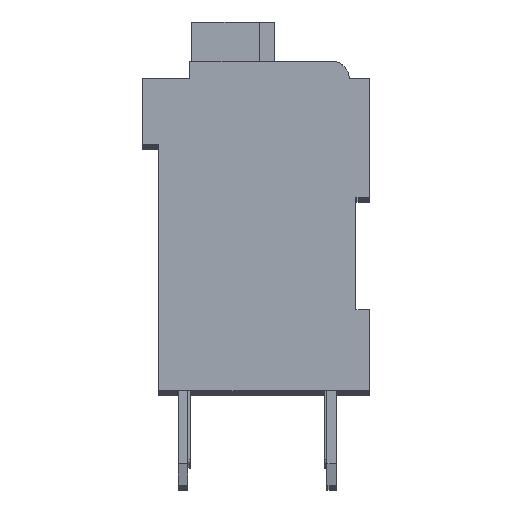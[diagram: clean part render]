
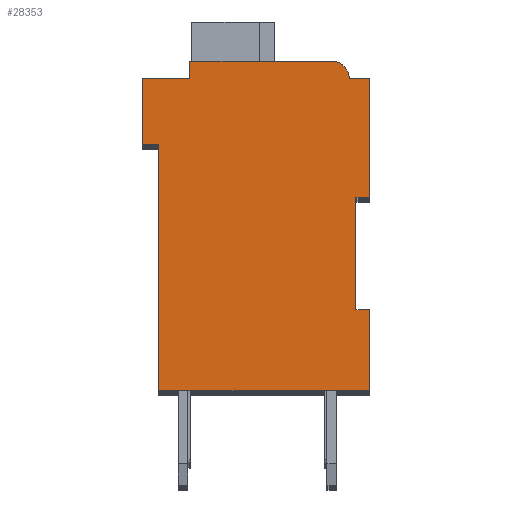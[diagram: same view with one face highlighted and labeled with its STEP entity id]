
A CAD part, top view. The second image highlights one B-rep face of the part: STEP entity #28353.
In plain terms, the highlighted planar face has unit normal (0, 0, 1).
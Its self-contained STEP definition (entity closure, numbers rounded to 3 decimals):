
#6802=DIRECTION('',(1.,0.,0.));
#6803=VECTOR('',#6802,0.5);
#6804=CARTESIAN_POINT('',(7.3,7.15,2.1));
#6805=LINE('',#6804,#6803);
#6806=DIRECTION('',(0.,1.,0.));
#6807=VECTOR('',#6806,4.15);
#6808=CARTESIAN_POINT('',(7.3,3.,2.1));
#6809=LINE('',#6808,#6807);
#6810=DIRECTION('',(-1.,0.,0.));
#6811=VECTOR('',#6810,0.5);
#6812=CARTESIAN_POINT('',(7.8,3.,2.1));
#6813=LINE('',#6812,#6811);
#6814=DIRECTION('',(0.,1.,0.));
#6815=VECTOR('',#6814,3.);
#6816=CARTESIAN_POINT('',(7.8,0.,2.1));
#6817=LINE('',#6816,#6815);
#6818=DIRECTION('',(1.,0.,0.));
#6819=VECTOR('',#6818,7.8);
#6820=CARTESIAN_POINT('',(0.,0.,2.1));
#6821=LINE('',#6820,#6819);
#6822=DIRECTION('',(0.,-1.,0.));
#6823=VECTOR('',#6822,9.1);
#6824=CARTESIAN_POINT('',(0.,9.1,2.1));
#6825=LINE('',#6824,#6823);
#6826=DIRECTION('',(1.,0.,0.));
#6827=VECTOR('',#6826,0.6);
#6828=CARTESIAN_POINT('',(-0.6,9.1,2.1));
#6829=LINE('',#6828,#6827);
#6830=DIRECTION('',(0.,-1.,0.));
#6831=VECTOR('',#6830,2.45);
#6832=CARTESIAN_POINT('',(-0.6,11.55,2.1));
#6833=LINE('',#6832,#6831);
#6834=DIRECTION('',(-1.,0.,0.));
#6835=VECTOR('',#6834,1.75);
#6836=CARTESIAN_POINT('',(1.15,11.55,2.1));
#6837=LINE('',#6836,#6835);
#6838=DIRECTION('',(0.,-1.,0.));
#6839=VECTOR('',#6838,0.65);
#6840=CARTESIAN_POINT('',(1.15,12.2,2.1));
#6841=LINE('',#6840,#6839);
#6842=DIRECTION('',(-1.,0.,0.));
#6843=VECTOR('',#6842,5.25);
#6844=CARTESIAN_POINT('',(6.4,12.2,2.1));
#6845=LINE('',#6844,#6843);
#6846=CARTESIAN_POINT('',(6.4,11.55,2.1));
#6847=DIRECTION('',(0.,0.,1.));
#6848=DIRECTION('',(1.,0.,0.));
#6849=AXIS2_PLACEMENT_3D('',#6846,#6847,#6848);
#6851=DIRECTION('',(-1.,0.,0.));
#6852=VECTOR('',#6851,0.75);
#6853=CARTESIAN_POINT('',(7.8,11.55,2.1));
#6854=LINE('',#6853,#6852);
#6855=DIRECTION('',(0.,1.,0.));
#6856=VECTOR('',#6855,4.4);
#6857=CARTESIAN_POINT('',(7.8,7.15,2.1));
#6858=LINE('',#6857,#6856);
#16673=CARTESIAN_POINT('',(7.3,7.15,2.1));
#16674=CARTESIAN_POINT('',(7.8,7.15,2.1));
#16675=VERTEX_POINT('',#16673);
#16676=VERTEX_POINT('',#16674);
#16677=CARTESIAN_POINT('',(7.8,11.55,2.1));
#16678=VERTEX_POINT('',#16677);
#16679=CARTESIAN_POINT('',(7.05,11.55,2.1));
#16680=VERTEX_POINT('',#16679);
#16681=CARTESIAN_POINT('',(6.4,12.2,2.1));
#16682=VERTEX_POINT('',#16681);
#16683=CARTESIAN_POINT('',(1.15,12.2,2.1));
#16684=VERTEX_POINT('',#16683);
#16685=CARTESIAN_POINT('',(1.15,11.55,2.1));
#16686=VERTEX_POINT('',#16685);
#16687=CARTESIAN_POINT('',(-0.6,11.55,2.1));
#16688=VERTEX_POINT('',#16687);
#16689=CARTESIAN_POINT('',(-0.6,9.1,2.1));
#16690=VERTEX_POINT('',#16689);
#16691=CARTESIAN_POINT('',(0.,9.1,2.1));
#16692=VERTEX_POINT('',#16691);
#16693=CARTESIAN_POINT('',(0.,0.,2.1));
#16694=VERTEX_POINT('',#16693);
#16695=CARTESIAN_POINT('',(7.8,0.,2.1));
#16696=VERTEX_POINT('',#16695);
#16697=CARTESIAN_POINT('',(7.8,3.,2.1));
#16698=VERTEX_POINT('',#16697);
#16699=CARTESIAN_POINT('',(7.3,3.,2.1));
#16700=VERTEX_POINT('',#16699);
#28332=CARTESIAN_POINT('',(0.,0.,2.1));
#28333=DIRECTION('',(0.,0.,1.));
#28334=DIRECTION('',(1.,0.,0.));
#28335=AXIS2_PLACEMENT_3D('',#28332,#28333,#28334);
#28336=PLANE('',#28335);
#28337=ORIENTED_EDGE('',*,*,#21974,.F.);
#28338=ORIENTED_EDGE('',*,*,#22730,.F.);
#28339=ORIENTED_EDGE('',*,*,#23348,.F.);
#28340=ORIENTED_EDGE('',*,*,#23763,.F.);
#28341=ORIENTED_EDGE('',*,*,#24246,.F.);
#28342=ORIENTED_EDGE('',*,*,#24960,.F.);
#28343=ORIENTED_EDGE('',*,*,#25180,.F.);
#28344=ORIENTED_EDGE('',*,*,#25631,.F.);
#28345=ORIENTED_EDGE('',*,*,#26129,.F.);
#28346=ORIENTED_EDGE('',*,*,#26852,.F.);
#28347=ORIENTED_EDGE('',*,*,#27420,.F.);
#28348=ORIENTED_EDGE('',*,*,#26180,.F.);
#28349=ORIENTED_EDGE('',*,*,#26653,.F.);
#28350=ORIENTED_EDGE('',*,*,#22625,.F.);
#28351=EDGE_LOOP('',(#28337,#28338,#28339,#28340,#28341,#28342,#28343,#28344,
#28345,#28346,#28347,#28348,#28349,#28350));
#28352=FACE_OUTER_BOUND('',#28351,.F.);
#6850=CIRCLE('',#6849,0.65);
#21974=EDGE_CURVE('',#16675,#16676,#6805,.T.);
#22625=EDGE_CURVE('',#16676,#16678,#6858,.T.);
#22730=EDGE_CURVE('',#16700,#16675,#6809,.T.);
#23348=EDGE_CURVE('',#16698,#16700,#6813,.T.);
#23763=EDGE_CURVE('',#16696,#16698,#6817,.T.);
#24246=EDGE_CURVE('',#16694,#16696,#6821,.T.);
#24960=EDGE_CURVE('',#16692,#16694,#6825,.T.);
#25180=EDGE_CURVE('',#16690,#16692,#6829,.T.);
#25631=EDGE_CURVE('',#16688,#16690,#6833,.T.);
#26129=EDGE_CURVE('',#16686,#16688,#6837,.T.);
#26180=EDGE_CURVE('',#16680,#16682,#6850,.T.);
#26653=EDGE_CURVE('',#16678,#16680,#6854,.T.);
#26852=EDGE_CURVE('',#16684,#16686,#6841,.T.);
#27420=EDGE_CURVE('',#16682,#16684,#6845,.T.);
#28353=ADVANCED_FACE('',(#28352),#28336,.T.);
